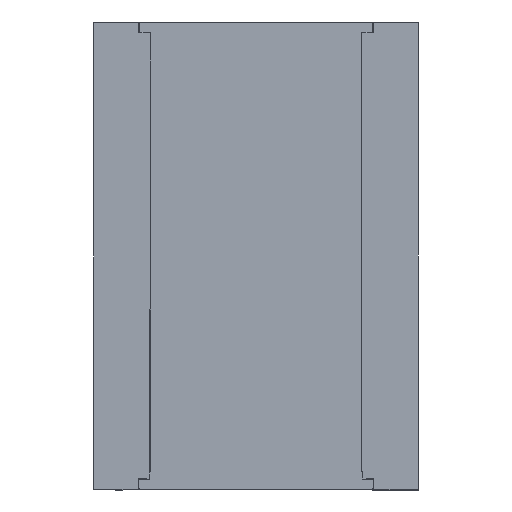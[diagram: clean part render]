
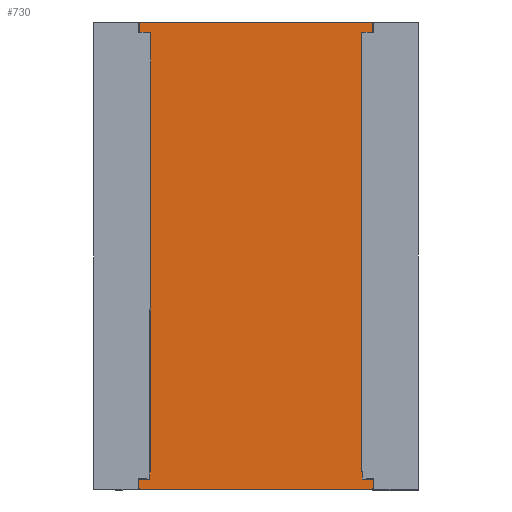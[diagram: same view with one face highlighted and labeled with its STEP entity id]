
A CAD part, front view. The second image highlights one B-rep face of the part: STEP entity #730.
In plain terms, the highlighted planar face has unit normal (0, -1, 0).
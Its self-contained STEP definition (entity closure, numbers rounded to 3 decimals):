
#14 = VERTEX_POINT ( 'NONE', #767 ) ;
#30 = ORIENTED_EDGE ( 'NONE', *, *, #839, .T. ) ;
#66 = DIRECTION ( 'NONE',  ( 0., -1., 0. ) ) ;
#82 = CARTESIAN_POINT ( 'NONE',  ( 0., -0.245, 0. ) ) ;
#222 = LINE ( 'NONE', #2895, #3788 ) ;
#229 = VECTOR ( 'NONE', #5086, 1000. ) ;
#235 = ORIENTED_EDGE ( 'NONE', *, *, #929, .T. ) ;
#363 = EDGE_CURVE ( 'NONE', #5043, #14, #1851, .T. ) ;
#415 = CARTESIAN_POINT ( 'NONE',  ( 1.044, -0.245, -2.202 ) ) ;
#448 = CARTESIAN_POINT ( 'NONE',  ( 1.157, -0.245, -2.295 ) ) ;
#460 = VERTEX_POINT ( 'NONE', #4289 ) ;
#502 = VERTEX_POINT ( 'NONE', #3817 ) ;
#560 = CARTESIAN_POINT ( 'NONE',  ( 1.157, -0.245, -2.201 ) ) ;
#615 = PLANE ( 'NONE',  #5214 ) ;
#655 = VECTOR ( 'NONE', #877, 1000. ) ;
#730 = ADVANCED_FACE ( 'NONE', ( #5498 ), #615, .T. ) ;
#767 = CARTESIAN_POINT ( 'NONE',  ( -1.15, -0.245, 2.3 ) ) ;
#789 = VECTOR ( 'NONE', #4749, 1000. ) ;
#794 = VECTOR ( 'NONE', #2242, 1000. ) ;
#801 = VERTEX_POINT ( 'NONE', #1552 ) ;
#839 = EDGE_CURVE ( 'NONE', #1910, #5664, #2936, .T. ) ;
#875 = EDGE_CURVE ( 'NONE', #2040, #5664, #4056, .T. ) ;
#877 = DIRECTION ( 'NONE',  ( -0.003, 0., 1. ) ) ;
#895 = ORIENTED_EDGE ( 'NONE', *, *, #1212, .F. ) ;
#926 = DIRECTION ( 'NONE',  ( 1., 0., 0. ) ) ;
#929 = EDGE_CURVE ( 'NONE', #2586, #2758, #5008, .T. ) ;
#945 = CARTESIAN_POINT ( 'NONE',  ( 1.15, -0.245, 2.305 ) ) ;
#949 = LINE ( 'NONE', #1923, #789 ) ;
#960 = EDGE_CURVE ( 'NONE', #5328, #2758, #1261, .T. ) ;
#1031 = EDGE_CURVE ( 'NONE', #5328, #4835, #2020, .T. ) ;
#1040 = EDGE_CURVE ( 'NONE', #4835, #460, #3287, .T. ) ;
#1067 = EDGE_CURVE ( 'NONE', #460, #3668, #1885, .T. ) ;
#1095 = EDGE_CURVE ( 'NONE', #3668, #5865, #3793, .T. ) ;
#1103 = EDGE_CURVE ( 'NONE', #5865, #4267, #5045, .T. ) ;
#1139 = EDGE_CURVE ( 'NONE', #4267, #5043, #3206, .T. ) ;
#1179 = EDGE_CURVE ( 'NONE', #3787, #14, #5114, .T. ) ;
#1187 = EDGE_CURVE ( 'NONE', #4723, #3787, #3278, .T. ) ;
#1212 = EDGE_CURVE ( 'NONE', #801, #4723, #949, .T. ) ;
#1220 = EDGE_CURVE ( 'NONE', #2972, #801, #3116, .T. ) ;
#1256 = EDGE_CURVE ( 'NONE', #502, #2972, #1875, .T. ) ;
#1261 = LINE ( 'NONE', #2717, #1411 ) ;
#1266 = DIRECTION ( 'NONE',  ( 0., 0., 1. ) ) ;
#1290 = EDGE_CURVE ( 'NONE', #1910, #502, #222, .T. ) ;
#1301 = VECTOR ( 'NONE', #4201, 1000. ) ;
#1368 = VECTOR ( 'NONE', #3777, 1000. ) ;
#1411 = VECTOR ( 'NONE', #3630, 1000. ) ;
#1552 = CARTESIAN_POINT ( 'NONE',  ( -1.038, -0.245, 0.002 ) ) ;
#1554 = VECTOR ( 'NONE', #1266, 1000. ) ;
#1625 = CARTESIAN_POINT ( 'NONE',  ( 0., -0.245, -2.3 ) ) ;
#1719 = CARTESIAN_POINT ( 'NONE',  ( 1.15, -0.245, 2.3 ) ) ;
#1786 = CARTESIAN_POINT ( 'NONE',  ( -1.044, -0.245, -2.202 ) ) ;
#1789 = DIRECTION ( 'NONE',  ( 0., 0., 1. ) ) ;
#1851 = LINE ( 'NONE', #4504, #4361 ) ;
#1875 = LINE ( 'NONE', #2425, #2664 ) ;
#1885 = LINE ( 'NONE', #415, #655 ) ;
#1910 = VERTEX_POINT ( 'NONE', #5637 ) ;
#1923 = CARTESIAN_POINT ( 'NONE',  ( -1.037, -0.245, 2.205 ) ) ;
#1939 = CARTESIAN_POINT ( 'NONE',  ( -1.044, -0.245, -2.202 ) ) ;
#2006 = CARTESIAN_POINT ( 'NONE',  ( -1.15, -0.245, -2.3 ) ) ;
#2020 = LINE ( 'NONE', #2663, #794 ) ;
#2040 = VERTEX_POINT ( 'NONE', #2006 ) ;
#2088 = DIRECTION ( 'NONE',  ( 1., 0., 0. ) ) ;
#2132 = ORIENTED_EDGE ( 'NONE', *, *, #1179, .F. ) ;
#2242 = DIRECTION ( 'NONE',  ( 0., 0., 1. ) ) ;
#2287 = CARTESIAN_POINT ( 'NONE',  ( 1.038, -0.245, 2.205 ) ) ;
#2291 = CARTESIAN_POINT ( 'NONE',  ( -1.15, -0.245, 2.205 ) ) ;
#2327 = ORIENTED_EDGE ( 'NONE', *, *, #1103, .T. ) ;
#2383 = CARTESIAN_POINT ( 'NONE',  ( -1.15, -0.245, 2.205 ) ) ;
#2425 = CARTESIAN_POINT ( 'NONE',  ( -1.157, -0.245, -2.201 ) ) ;
#2495 = VECTOR ( 'NONE', #1789, 1000. ) ;
#2508 = ORIENTED_EDGE ( 'NONE', *, *, #363, .T. ) ;
#2544 = CARTESIAN_POINT ( 'NONE',  ( -1.15, -0.245, -2.295 ) ) ;
#2586 = VERTEX_POINT ( 'NONE', #4903 ) ;
#2663 = CARTESIAN_POINT ( 'NONE',  ( 1.157, -0.245, -2.3 ) ) ;
#2664 = VECTOR ( 'NONE', #5244, 1000. ) ;
#2717 = CARTESIAN_POINT ( 'NONE',  ( 1.15, -0.245, -2.295 ) ) ;
#2726 = CARTESIAN_POINT ( 'NONE',  ( 1.038, -0.245, 2.205 ) ) ;
#2758 = VERTEX_POINT ( 'NONE', #4602 ) ;
#2877 = DIRECTION ( 'NONE',  ( 0., 0., -1. ) ) ;
#2884 = ORIENTED_EDGE ( 'NONE', *, *, #1220, .F. ) ;
#2895 = CARTESIAN_POINT ( 'NONE',  ( -1.157, -0.245, -2.3 ) ) ;
#2936 = LINE ( 'NONE', #4558, #5153 ) ;
#2972 = VERTEX_POINT ( 'NONE', #1786 ) ;
#3116 = LINE ( 'NONE', #1939, #4531 ) ;
#3162 = ORIENTED_EDGE ( 'NONE', *, *, #1095, .T. ) ;
#3206 = LINE ( 'NONE', #945, #1301 ) ;
#3278 = LINE ( 'NONE', #2383, #5727 ) ;
#3287 = LINE ( 'NONE', #5071, #4394 ) ;
#3307 = CARTESIAN_POINT ( 'NONE',  ( -1.15, -0.245, 2.305 ) ) ;
#3355 = ORIENTED_EDGE ( 'NONE', *, *, #1139, .T. ) ;
#3447 = ORIENTED_EDGE ( 'NONE', *, *, #960, .F. ) ;
#3630 = DIRECTION ( 'NONE',  ( -1., 0., 0. ) ) ;
#3636 = LINE ( 'NONE', #1625, #5793 ) ;
#3668 = VERTEX_POINT ( 'NONE', #5455 ) ;
#3777 = DIRECTION ( 'NONE',  ( 0., 0., 1. ) ) ;
#3787 = VERTEX_POINT ( 'NONE', #2291 ) ;
#3788 = VECTOR ( 'NONE', #5682, 1000. ) ;
#3793 = LINE ( 'NONE', #2287, #229 ) ;
#3817 = CARTESIAN_POINT ( 'NONE',  ( -1.157, -0.245, -2.201 ) ) ;
#3866 = ORIENTED_EDGE ( 'NONE', *, *, #1187, .F. ) ;
#4056 = LINE ( 'NONE', #5845, #1554 ) ;
#4101 = CARTESIAN_POINT ( 'NONE',  ( 1.15, -0.245, -2.305 ) ) ;
#4110 = ORIENTED_EDGE ( 'NONE', *, *, #5696, .T. ) ;
#4201 = DIRECTION ( 'NONE',  ( 0., 0., 1. ) ) ;
#4267 = VERTEX_POINT ( 'NONE', #5348 ) ;
#4289 = CARTESIAN_POINT ( 'NONE',  ( 1.044, -0.245, -2.202 ) ) ;
#4361 = VECTOR ( 'NONE', #4816, 1000. ) ;
#4394 = VECTOR ( 'NONE', #5510, 1000. ) ;
#4504 = CARTESIAN_POINT ( 'NONE',  ( -1.6, -0.245, 2.3 ) ) ;
#4506 = ORIENTED_EDGE ( 'NONE', *, *, #875, .F. ) ;
#4518 = CARTESIAN_POINT ( 'NONE',  ( -1.037, -0.245, 2.205 ) ) ;
#4531 = VECTOR ( 'NONE', #5227, 1000. ) ;
#4543 = ORIENTED_EDGE ( 'NONE', *, *, #1256, .F. ) ;
#4558 = CARTESIAN_POINT ( 'NONE',  ( -1.15, -0.245, -2.295 ) ) ;
#4602 = CARTESIAN_POINT ( 'NONE',  ( 1.15, -0.245, -2.295 ) ) ;
#4723 = VERTEX_POINT ( 'NONE', #4518 ) ;
#4749 = DIRECTION ( 'NONE',  ( 0., 0., 1. ) ) ;
#4772 = ORIENTED_EDGE ( 'NONE', *, *, #1040, .T. ) ;
#4816 = DIRECTION ( 'NONE',  ( -1., 0., 0. ) ) ;
#4835 = VERTEX_POINT ( 'NONE', #560 ) ;
#4894 = VECTOR ( 'NONE', #926, 1000. ) ;
#4903 = CARTESIAN_POINT ( 'NONE',  ( 1.15, -0.245, -2.3 ) ) ;
#5008 = LINE ( 'NONE', #4101, #2495 ) ;
#5027 = ORIENTED_EDGE ( 'NONE', *, *, #1031, .T. ) ;
#5043 = VERTEX_POINT ( 'NONE', #1719 ) ;
#5045 = LINE ( 'NONE', #5557, #4894 ) ;
#5071 = CARTESIAN_POINT ( 'NONE',  ( 1.157, -0.245, -2.201 ) ) ;
#5086 = DIRECTION ( 'NONE',  ( 0., 0., 1. ) ) ;
#5114 = LINE ( 'NONE', #3307, #1368 ) ;
#5153 = VECTOR ( 'NONE', #5943, 1000. ) ;
#5214 = AXIS2_PLACEMENT_3D ( 'NONE', #82, #66, #2877 ) ;
#5227 = DIRECTION ( 'NONE',  ( 0.003, 0., 1. ) ) ;
#5244 = DIRECTION ( 'NONE',  ( 1., 0., -0.003 ) ) ;
#5328 = VERTEX_POINT ( 'NONE', #448 ) ;
#5348 = CARTESIAN_POINT ( 'NONE',  ( 1.15, -0.245, 2.205 ) ) ;
#5455 = CARTESIAN_POINT ( 'NONE',  ( 1.038, -0.245, 0.002 ) ) ;
#5498 = FACE_OUTER_BOUND ( 'NONE', #5700, .T. ) ;
#5510 = DIRECTION ( 'NONE',  ( -1., 0., -0.003 ) ) ;
#5557 = CARTESIAN_POINT ( 'NONE',  ( 1.15, -0.245, 2.205 ) ) ;
#5598 = ORIENTED_EDGE ( 'NONE', *, *, #1067, .T. ) ;
#5637 = CARTESIAN_POINT ( 'NONE',  ( -1.157, -0.245, -2.295 ) ) ;
#5647 = DIRECTION ( 'NONE',  ( -1., 0., 0. ) ) ;
#5664 = VERTEX_POINT ( 'NONE', #2544 ) ;
#5682 = DIRECTION ( 'NONE',  ( 0., 0., 1. ) ) ;
#5689 = ORIENTED_EDGE ( 'NONE', *, *, #1290, .F. ) ;
#5696 = EDGE_CURVE ( 'NONE', #2040, #2586, #3636, .T. ) ;
#5700 = EDGE_LOOP ( 'NONE', ( #30, #4506, #4110, #235, #3447, #5027, #4772, #5598, #3162, #2327, #3355, #2508, #2132, #3866, #895, #2884, #4543, #5689 ) ) ;
#5727 = VECTOR ( 'NONE', #5647, 1000. ) ;
#5793 = VECTOR ( 'NONE', #2088, 1000. ) ;
#5845 = CARTESIAN_POINT ( 'NONE',  ( -1.15, -0.245, -2.305 ) ) ;
#5865 = VERTEX_POINT ( 'NONE', #2726 ) ;
#5943 = DIRECTION ( 'NONE',  ( 1., 0., 0. ) ) ;
